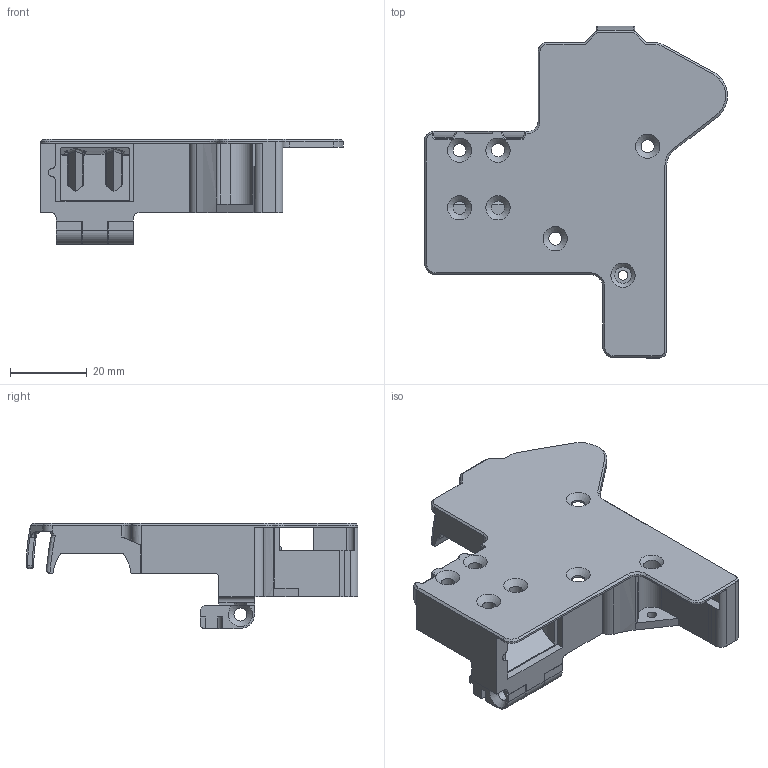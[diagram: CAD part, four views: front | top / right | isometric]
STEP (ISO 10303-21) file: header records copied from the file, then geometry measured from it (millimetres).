
FILE_DESCRIPTION(/* description */ (''),/* implementation_level */ '2;1');
FILE_NAME(/* name */ 'INTERCONNECT_V02_WIP.step',/* time_stamp */ '2023-01-19T22:28:37+01:00',/* author */ (''),/* organization */ (''),/* preprocessor_version */ 'ST-DEVELOPER v19.2',/* originating_system */ 'Autodesk Translation Framework v11.17.0.187',/* authorisation */ '');
FILE_SCHEMA (('AUTOMOTIVE_DESIGN { 1 0 10303 214 3 1 1 }'));
Length unit declared in the file: millimetre
Products named in the file (1): INTERCONNECT_V02_WIP_PR
Bounding box: 78.76 x 86.3 x 27.3 mm (x, y, z)
Volume: 21516.3 mm3; surface area: 17522.7 mm2
Topology: 1 solids, 1 shells, 263 faces, 741 edges, 468 vertices
Faces by surface type: plane 119, cylinder 78, bspline 40, cone 19, torus 7
Full cylindrical faces by diameter (mm): 2.5 x1, 3.4 x8, 4 x5
Entity records: 11114 total; most frequent: CARTESIAN_POINT 4476, ORIENTED_EDGE 1474, DIRECTION 1249, EDGE_CURVE 737, VERTEX_POINT 468, AXIS2_PLACEMENT_3D 418, LINE 413, VECTOR 413
